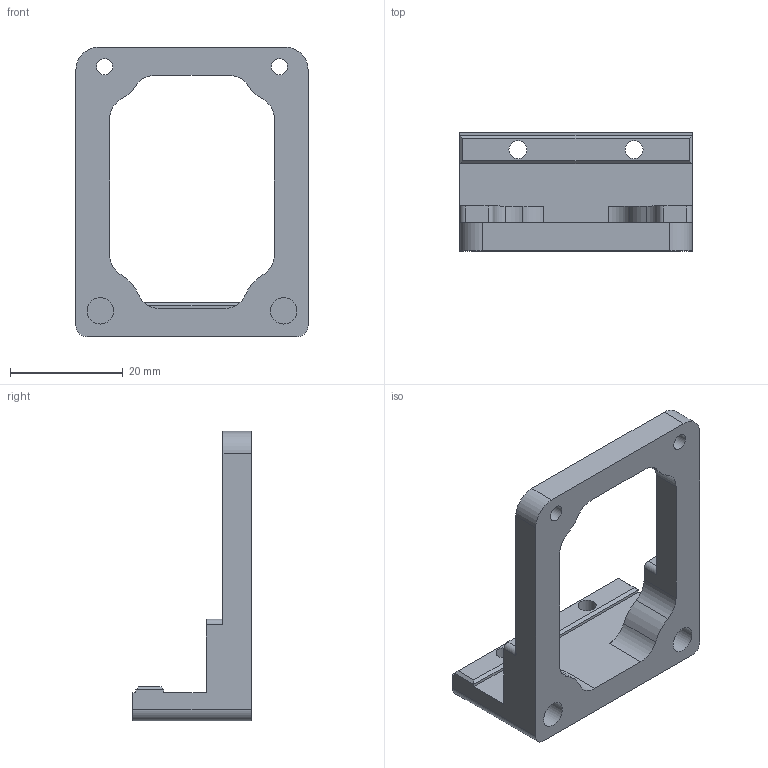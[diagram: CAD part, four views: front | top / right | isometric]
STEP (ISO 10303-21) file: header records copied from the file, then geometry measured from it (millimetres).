
FILE_DESCRIPTION(/* description */ (''),/* implementation_level */ '2;1');
FILE_NAME(/* name */ 'hotend mount.step',/* time_stamp */ '2021-01-04T22:27:24+11:00',/* author */ (''),/* organization */ (''),/* preprocessor_version */ 'ST-DEVELOPER v18.1',/* originating_system */ 'Autodesk Translation Framework v9.7.1.1290',/* authorisation */ '');
FILE_SCHEMA (('AUTOMOTIVE_DESIGN { 1 0 10303 214 3 1 1 }'));
Length unit declared in the file: millimetre
Products named in the file (1): Eddies V1.8 Master Model
Bounding box: 41.2 x 21 x 51.35 mm (x, y, z)
Volume: 8772 mm3; surface area: 5467.6 mm2
Topology: 1 solids, 1 shells, 55 faces, 146 edges, 96 vertices
Faces by surface type: cylinder 28, plane 27
Full cylindrical faces by diameter (mm): 2.9 x2, 3.2 x2, 4.7 x2, 5.8 x2
Entity records: 1892 total; most frequent: DIRECTION 314, CARTESIAN_POINT 298, ORIENTED_EDGE 292, EDGE_CURVE 146, AXIS2_PLACEMENT_3D 112, VERTEX_POINT 96, LINE 90, VECTOR 90
